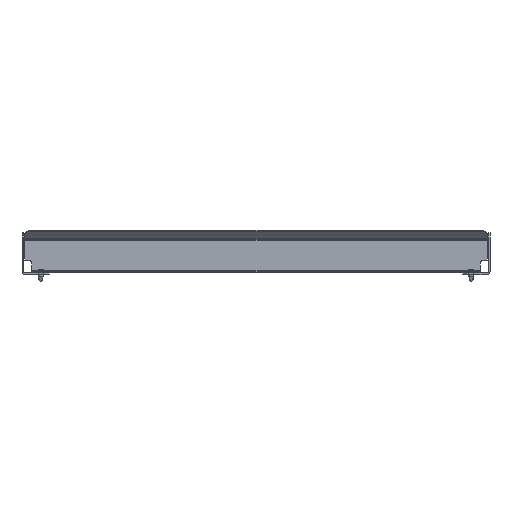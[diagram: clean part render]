
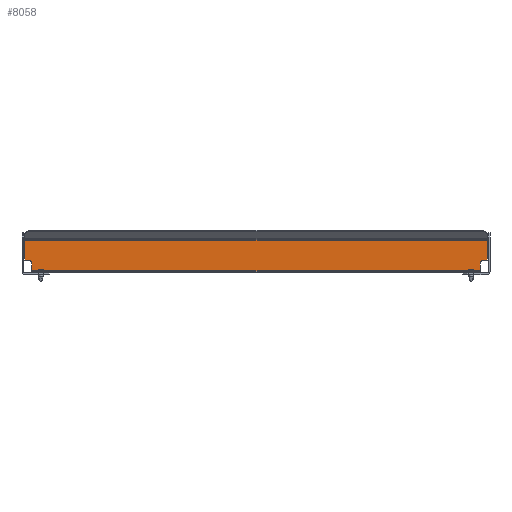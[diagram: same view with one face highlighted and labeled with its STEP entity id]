
A CAD part, front view. The second image highlights one B-rep face of the part: STEP entity #8058.
In plain terms, the highlighted face is planar.
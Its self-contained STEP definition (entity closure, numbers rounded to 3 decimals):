
#80 = DIRECTION ( 'NONE',  ( 0., 0., 1. ) ) ;
#126 = AXIS2_PLACEMENT_3D ( 'NONE', #5284, #4477, #7753 ) ;
#412 = CARTESIAN_POINT ( 'NONE',  ( 194., 0., 27.515 ) ) ;
#814 = CARTESIAN_POINT ( 'NONE',  ( -188., 0., 10.8 ) ) ;
#1230 = ORIENTED_EDGE ( 'NONE', *, *, #7231, .T. ) ;
#1375 = ORIENTED_EDGE ( 'NONE', *, *, #2175, .F. ) ;
#1418 = CIRCLE ( 'NONE', #7153, 3.25 ) ;
#1480 = VERTEX_POINT ( 'NONE', #10382 ) ;
#1514 = LINE ( 'NONE', #10520, #7835 ) ;
#1537 = EDGE_CURVE ( 'NONE', #6587, #3599, #10723, .T. ) ;
#1647 = VECTOR ( 'NONE', #3121, 1000. ) ;
#1658 = VECTOR ( 'NONE', #6488, 1000. ) ;
#1782 = CARTESIAN_POINT ( 'NONE',  ( -191.25, 0., 7.55 ) ) ;
#1867 = CARTESIAN_POINT ( 'NONE',  ( -188., 0., 7.55 ) ) ;
#2062 = EDGE_CURVE ( 'NONE', #9124, #3429, #8504, .T. ) ;
#2175 = EDGE_CURVE ( 'NONE', #6587, #1480, #1514, .T. ) ;
#2234 = VERTEX_POINT ( 'NONE', #4505 ) ;
#2717 = DIRECTION ( 'NONE',  ( 0., -1., 0. ) ) ;
#2741 = PLANE ( 'NONE',  #126 ) ;
#2825 = CARTESIAN_POINT ( 'NONE',  ( 194., 0., 10.8 ) ) ;
#2894 = DIRECTION ( 'NONE',  ( -1., 0., 0. ) ) ;
#3121 = DIRECTION ( 'NONE',  ( -1., 0., 0. ) ) ;
#3248 = CARTESIAN_POINT ( 'NONE',  ( 194., 0., 27.929 ) ) ;
#3429 = VERTEX_POINT ( 'NONE', #6027 ) ;
#3599 = VERTEX_POINT ( 'NONE', #5368 ) ;
#3737 = ORIENTED_EDGE ( 'NONE', *, *, #2062, .T. ) ;
#3911 = VERTEX_POINT ( 'NONE', #7294 ) ;
#4043 = EDGE_LOOP ( 'NONE', ( #10414, #5735, #8574, #6202, #4294, #1230, #3737, #4757, #1375, #10310 ) ) ;
#4064 = DIRECTION ( 'NONE',  ( 0., 0., -1. ) ) ;
#4294 = ORIENTED_EDGE ( 'NONE', *, *, #8349, .F. ) ;
#4477 = DIRECTION ( 'NONE',  ( 0., 1., 0. ) ) ;
#4505 = CARTESIAN_POINT ( 'NONE',  ( 194., 0., 27.515 ) ) ;
#4508 = DIRECTION ( 'NONE',  ( 0., -1., 0. ) ) ;
#4595 = DIRECTION ( 'NONE',  ( 0., 0., 1. ) ) ;
#4757 = ORIENTED_EDGE ( 'NONE', *, *, #9754, .T. ) ;
#5042 = EDGE_CURVE ( 'NONE', #7981, #5089, #1418, .T. ) ;
#5089 = VERTEX_POINT ( 'NONE', #5982 ) ;
#5145 = LINE ( 'NONE', #3248, #7061 ) ;
#5248 = LINE ( 'NONE', #9496, #7952 ) ;
#5265 = LINE ( 'NONE', #814, #1658 ) ;
#5284 = CARTESIAN_POINT ( 'NONE',  ( 194., 0., 27.929 ) ) ;
#5330 = DIRECTION ( 'NONE',  ( 0., 0., 1. ) ) ;
#5368 = CARTESIAN_POINT ( 'NONE',  ( -188., 0., 1.8 ) ) ;
#5735 = ORIENTED_EDGE ( 'NONE', *, *, #5042, .T. ) ;
#5982 = CARTESIAN_POINT ( 'NONE',  ( -191.25, 0., 10.8 ) ) ;
#6027 = CARTESIAN_POINT ( 'NONE',  ( 191.25, 0., 10.8 ) ) ;
#6044 = LINE ( 'NONE', #8834, #7845 ) ;
#6066 = CARTESIAN_POINT ( 'NONE',  ( 191.25, 0., 7.55 ) ) ;
#6202 = ORIENTED_EDGE ( 'NONE', *, *, #6760, .F. ) ;
#6484 = VERTEX_POINT ( 'NONE', #6740 ) ;
#6488 = DIRECTION ( 'NONE',  ( -1., 0., 0. ) ) ;
#6508 = DIRECTION ( 'NONE',  ( 0., 0., 1. ) ) ;
#6587 = VERTEX_POINT ( 'NONE', #10257 ) ;
#6740 = CARTESIAN_POINT ( 'NONE',  ( -194., 0., 10.8 ) ) ;
#6760 = EDGE_CURVE ( 'NONE', #3911, #6484, #6044, .T. ) ;
#7061 = VECTOR ( 'NONE', #8159, 1000. ) ;
#7153 = AXIS2_PLACEMENT_3D ( 'NONE', #1782, #2717, #80 ) ;
#7231 = EDGE_CURVE ( 'NONE', #2234, #9124, #5145, .T. ) ;
#7241 = CARTESIAN_POINT ( 'NONE',  ( 194., 0., 1.8 ) ) ;
#7294 = CARTESIAN_POINT ( 'NONE',  ( -194., 0., 27.515 ) ) ;
#7753 = DIRECTION ( 'NONE',  ( 0., 0., 1. ) ) ;
#7835 = VECTOR ( 'NONE', #6508, 1000. ) ;
#7845 = VECTOR ( 'NONE', #4064, 1000. ) ;
#7952 = VECTOR ( 'NONE', #4595, 1000. ) ;
#7981 = VERTEX_POINT ( 'NONE', #1867 ) ;
#8058 = ADVANCED_FACE ( 'NONE', ( #10415 ), #2741, .T. ) ;
#8068 = DIRECTION ( 'NONE',  ( -1., 0., 0. ) ) ;
#8095 = EDGE_CURVE ( 'NONE', #3599, #7981, #5248, .T. ) ;
#8124 = AXIS2_PLACEMENT_3D ( 'NONE', #6066, #4508, #5330 ) ;
#8159 = DIRECTION ( 'NONE',  ( 0., 0., -1. ) ) ;
#8349 = EDGE_CURVE ( 'NONE', #2234, #3911, #8991, .T. ) ;
#8504 = LINE ( 'NONE', #10446, #1647 ) ;
#8574 = ORIENTED_EDGE ( 'NONE', *, *, #10590, .T. ) ;
#8834 = CARTESIAN_POINT ( 'NONE',  ( -194., 0., 27.929 ) ) ;
#8991 = LINE ( 'NONE', #412, #9245 ) ;
#9124 = VERTEX_POINT ( 'NONE', #2825 ) ;
#9245 = VECTOR ( 'NONE', #2894, 1000. ) ;
#9280 = CIRCLE ( 'NONE', #8124, 3.25 ) ;
#9496 = CARTESIAN_POINT ( 'NONE',  ( -188., 0., -0.001 ) ) ;
#9664 = VECTOR ( 'NONE', #8068, 1000. ) ;
#9754 = EDGE_CURVE ( 'NONE', #3429, #1480, #9280, .T. ) ;
#10257 = CARTESIAN_POINT ( 'NONE',  ( 188., 0., 1.8 ) ) ;
#10310 = ORIENTED_EDGE ( 'NONE', *, *, #1537, .T. ) ;
#10382 = CARTESIAN_POINT ( 'NONE',  ( 188., 0., 7.55 ) ) ;
#10414 = ORIENTED_EDGE ( 'NONE', *, *, #8095, .T. ) ;
#10415 = FACE_OUTER_BOUND ( 'NONE', #4043, .T. ) ;
#10446 = CARTESIAN_POINT ( 'NONE',  ( 188., 0., 10.8 ) ) ;
#10520 = CARTESIAN_POINT ( 'NONE',  ( 188., 0., -0.001 ) ) ;
#10590 = EDGE_CURVE ( 'NONE', #5089, #6484, #5265, .T. ) ;
#10723 = LINE ( 'NONE', #7241, #9664 ) ;
